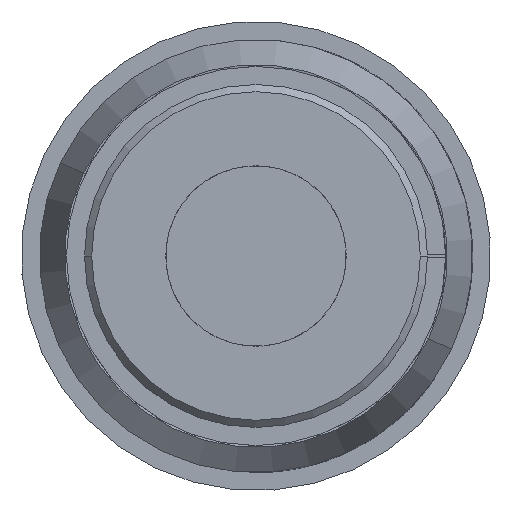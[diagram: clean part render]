
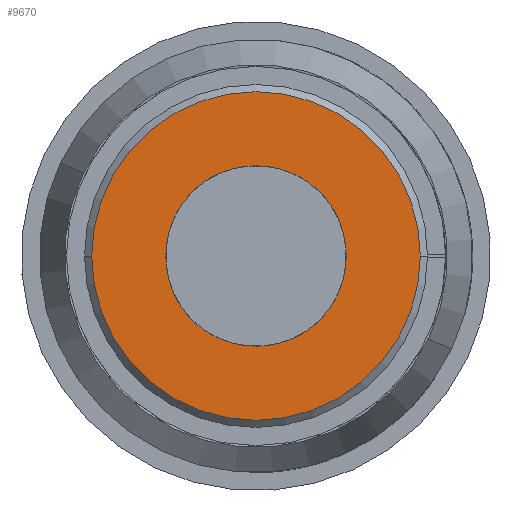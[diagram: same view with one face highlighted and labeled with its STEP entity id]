
A CAD part, front view. The second image highlights one B-rep face of the part: STEP entity #9670.
In plain terms, the highlighted planar face has unit normal (0, -1, 0).
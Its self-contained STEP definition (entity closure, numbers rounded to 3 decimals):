
#920 = CARTESIAN_POINT ( 'NONE',  ( 21.293, 1.042, 18.605 ) ) ;
#1019 = VERTEX_POINT ( 'NONE', #6641 ) ;
#1062 = FACE_OUTER_BOUND ( 'NONE', #14849, .T. ) ;
#1199 = CARTESIAN_POINT ( 'NONE',  ( 18.793, 1.042, 18.605 ) ) ;
#1392 = CIRCLE ( 'NONE', #9140, 4.55 ) ;
#1794 = CARTESIAN_POINT ( 'NONE',  ( 18.793, 1.042, 18.605 ) ) ;
#2383 = DIRECTION ( 'NONE',  ( 1., 0., 0. ) ) ;
#2990 = DIRECTION ( 'NONE',  ( 1., 0., 0. ) ) ;
#3284 = CARTESIAN_POINT ( 'NONE',  ( 16.293, 1.042, 18.605 ) ) ;
#3374 = ORIENTED_EDGE ( 'NONE', *, *, #15364, .F. ) ;
#3465 = VERTEX_POINT ( 'NONE', #11705 ) ;
#3813 = DIRECTION ( 'NONE',  ( 0., -1., 0. ) ) ;
#4622 = EDGE_CURVE ( 'NONE', #1019, #3465, #1392, .T. ) ;
#4878 = DIRECTION ( 'NONE',  ( 0., -1., 0. ) ) ;
#6030 = EDGE_LOOP ( 'NONE', ( #3374, #8708 ) ) ;
#6138 = PLANE ( 'NONE',  #7991 ) ;
#6182 = AXIS2_PLACEMENT_3D ( 'NONE', #1794, #10097, #2990 ) ;
#6441 = VERTEX_POINT ( 'NONE', #3284 ) ;
#6641 = CARTESIAN_POINT ( 'NONE',  ( 23.343, 1.042, 18.605 ) ) ;
#6884 = DIRECTION ( 'NONE',  ( 0., -1., 0. ) ) ;
#7471 = CIRCLE ( 'NONE', #6182, 2.5 ) ;
#7512 = CIRCLE ( 'NONE', #13196, 4.55 ) ;
#7695 = CIRCLE ( 'NONE', #8118, 2.5 ) ;
#7991 = AXIS2_PLACEMENT_3D ( 'NONE', #10917, #3813, #10576 ) ;
#8118 = AXIS2_PLACEMENT_3D ( 'NONE', #14017, #6884, #15223 ) ;
#8708 = ORIENTED_EDGE ( 'NONE', *, *, #13980, .F. ) ;
#8711 = ORIENTED_EDGE ( 'NONE', *, *, #13575, .T. ) ;
#9140 = AXIS2_PLACEMENT_3D ( 'NONE', #11996, #4878, #13197 ) ;
#9501 = DIRECTION ( 'NONE',  ( 0., -1., 0. ) ) ;
#9670 = ADVANCED_FACE ( 'NONE', ( #1062, #13327 ), #6138, .T. ) ;
#9959 = ORIENTED_EDGE ( 'NONE', *, *, #4622, .T. ) ;
#10097 = DIRECTION ( 'NONE',  ( 0., -1., 0. ) ) ;
#10576 = DIRECTION ( 'NONE',  ( 1., 0., 0. ) ) ;
#10917 = CARTESIAN_POINT ( 'NONE',  ( 14.043, 1.042, 18.605 ) ) ;
#11705 = CARTESIAN_POINT ( 'NONE',  ( 14.243, 1.042, 18.605 ) ) ;
#11996 = CARTESIAN_POINT ( 'NONE',  ( 18.793, 1.042, 18.605 ) ) ;
#13196 = AXIS2_PLACEMENT_3D ( 'NONE', #1199, #9501, #2383 ) ;
#13197 = DIRECTION ( 'NONE',  ( 1., 0., 0. ) ) ;
#13327 = FACE_BOUND ( 'NONE', #6030, .T. ) ;
#13337 = VERTEX_POINT ( 'NONE', #920 ) ;
#13575 = EDGE_CURVE ( 'NONE', #3465, #1019, #7512, .T. ) ;
#13980 = EDGE_CURVE ( 'NONE', #6441, #13337, #7695, .T. ) ;
#14017 = CARTESIAN_POINT ( 'NONE',  ( 18.793, 1.042, 18.605 ) ) ;
#14849 = EDGE_LOOP ( 'NONE', ( #8711, #9959 ) ) ;
#15223 = DIRECTION ( 'NONE',  ( 1., 0., 0. ) ) ;
#15364 = EDGE_CURVE ( 'NONE', #13337, #6441, #7471, .T. ) ;
